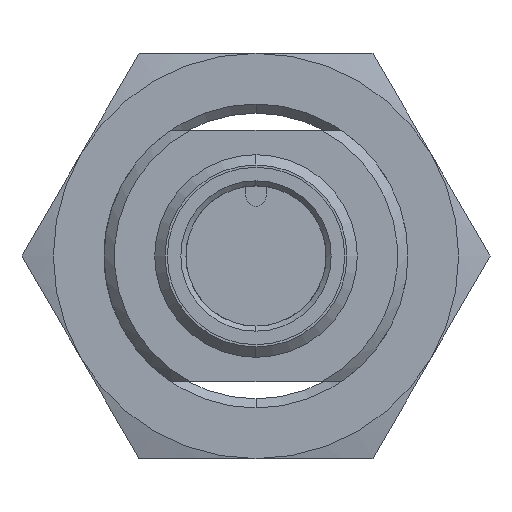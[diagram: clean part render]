
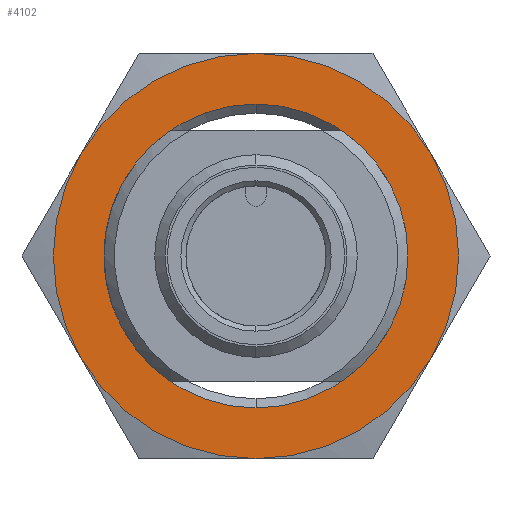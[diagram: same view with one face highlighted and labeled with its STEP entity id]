
A CAD part, left-side view. The second image highlights one B-rep face of the part: STEP entity #4102.
In plain terms, the highlighted planar face has unit normal (-1, 0, 0).
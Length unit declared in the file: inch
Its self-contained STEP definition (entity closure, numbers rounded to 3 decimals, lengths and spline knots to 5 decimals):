
#352 = EDGE_LOOP ( 'NONE', ( #3948, #1038, #5062, #4440, #4269, #3021 ) ) ;
#399 = CIRCLE ( 'NONE', #2743, 0.35433 ) ;
#459 = CIRCLE ( 'NONE', #4815, 0.47244 ) ;
#474 = EDGE_CURVE ( 'NONE', #651, #1226, #4243, .T. ) ;
#489 = EDGE_LOOP ( 'NONE', ( #2082, #539 ) ) ;
#531 = DIRECTION ( 'NONE',  ( -1., 0., 0. ) ) ;
#539 = ORIENTED_EDGE ( 'NONE', *, *, #4998, .T. ) ;
#546 = VERTEX_POINT ( 'NONE', #1278 ) ;
#599 = AXIS2_PLACEMENT_3D ( 'NONE', #1670, #3250, #3649 ) ;
#651 = VERTEX_POINT ( 'NONE', #689 ) ;
#689 = CARTESIAN_POINT ( 'NONE',  ( 1.1811, 0., 0.47244 ) ) ;
#725 = DIRECTION ( 'NONE',  ( 0., 0., -1. ) ) ;
#729 = CARTESIAN_POINT ( 'NONE',  ( 1.1811, 0., 0.35433 ) ) ;
#796 = CARTESIAN_POINT ( 'NONE',  ( 1.1811, 0., 0. ) ) ;
#831 = CARTESIAN_POINT ( 'NONE',  ( 1.1811, 0., 0. ) ) ;
#936 = CARTESIAN_POINT ( 'NONE',  ( 1.1811, -0.40915, -0.23622 ) ) ;
#1038 = ORIENTED_EDGE ( 'NONE', *, *, #474, .T. ) ;
#1196 = DIRECTION ( 'NONE',  ( 0., 0., -1. ) ) ;
#1226 = VERTEX_POINT ( 'NONE', #3993 ) ;
#1262 = CIRCLE ( 'NONE', #3096, 0.47244 ) ;
#1278 = CARTESIAN_POINT ( 'NONE',  ( 1.1811, 0.40915, -0.23622 ) ) ;
#1325 = CIRCLE ( 'NONE', #3743, 0.47244 ) ;
#1467 = FACE_OUTER_BOUND ( 'NONE', #352, .T. ) ;
#1608 = CARTESIAN_POINT ( 'NONE',  ( 1.1811, 0., 0. ) ) ;
#1670 = CARTESIAN_POINT ( 'NONE',  ( 1.1811, 0.23622, 0. ) ) ;
#1695 = DIRECTION ( 'NONE',  ( 0., 0., -1. ) ) ;
#1763 = DIRECTION ( 'NONE',  ( -1., 0., 0. ) ) ;
#1879 = DIRECTION ( 'NONE',  ( 1., 0., 0. ) ) ;
#1887 = EDGE_CURVE ( 'NONE', #4489, #4237, #399, .T. ) ;
#1903 = DIRECTION ( 'NONE',  ( 0., 0., 1. ) ) ;
#1917 = EDGE_CURVE ( 'NONE', #1226, #546, #1325, .T. ) ;
#2001 = EDGE_CURVE ( 'NONE', #2959, #2945, #3625, .T. ) ;
#2082 = ORIENTED_EDGE ( 'NONE', *, *, #1887, .T. ) ;
#2084 = CARTESIAN_POINT ( 'NONE',  ( 1.1811, 0., 0. ) ) ;
#2123 = CARTESIAN_POINT ( 'NONE',  ( 1.1811, 0., -0.47244 ) ) ;
#2416 = CARTESIAN_POINT ( 'NONE',  ( 1.1811, 0., 0. ) ) ;
#2581 = DIRECTION ( 'NONE',  ( -1., 0., 0. ) ) ;
#2666 = AXIS2_PLACEMENT_3D ( 'NONE', #4635, #1879, #1903 ) ;
#2711 = CARTESIAN_POINT ( 'NONE',  ( 1.1811, 0., 0. ) ) ;
#2743 = AXIS2_PLACEMENT_3D ( 'NONE', #2416, #4731, #3999 ) ;
#2774 = PLANE ( 'NONE',  #599 ) ;
#2803 = EDGE_CURVE ( 'NONE', #2945, #4072, #3418, .T. ) ;
#2807 = DIRECTION ( 'NONE',  ( -1., 0., 0. ) ) ;
#2820 = CIRCLE ( 'NONE', #2666, 0.35433 ) ;
#2896 = CARTESIAN_POINT ( 'NONE',  ( 1.1811, 0., -0.35433 ) ) ;
#2945 = VERTEX_POINT ( 'NONE', #936 ) ;
#2959 = VERTEX_POINT ( 'NONE', #2123 ) ;
#3021 = ORIENTED_EDGE ( 'NONE', *, *, #2803, .T. ) ;
#3081 = FACE_BOUND ( 'NONE', #489, .T. ) ;
#3096 = AXIS2_PLACEMENT_3D ( 'NONE', #2711, #4652, #725 ) ;
#3122 = DIRECTION ( 'NONE',  ( 0., 0., -1. ) ) ;
#3162 = CARTESIAN_POINT ( 'NONE',  ( 1.1811, -0.40915, 0.23622 ) ) ;
#3230 = DIRECTION ( 'NONE',  ( 0., 0., -1. ) ) ;
#3250 = DIRECTION ( 'NONE',  ( -1., 0., 0. ) ) ;
#3309 = CARTESIAN_POINT ( 'NONE',  ( 1.1811, 0., 0. ) ) ;
#3418 = CIRCLE ( 'NONE', #3487, 0.47244 ) ;
#3487 = AXIS2_PLACEMENT_3D ( 'NONE', #831, #2581, #3122 ) ;
#3567 = DIRECTION ( 'NONE',  ( -1., 0., 0. ) ) ;
#3625 = CIRCLE ( 'NONE', #4110, 0.47244 ) ;
#3649 = DIRECTION ( 'NONE',  ( 0., 0., 1. ) ) ;
#3743 = AXIS2_PLACEMENT_3D ( 'NONE', #1608, #2807, #4020 ) ;
#3948 = ORIENTED_EDGE ( 'NONE', *, *, #5016, .T. ) ;
#3993 = CARTESIAN_POINT ( 'NONE',  ( 1.1811, 0.40915, 0.23622 ) ) ;
#3999 = DIRECTION ( 'NONE',  ( 0., 0., 1. ) ) ;
#4020 = DIRECTION ( 'NONE',  ( 0., 0., -1. ) ) ;
#4072 = VERTEX_POINT ( 'NONE', #3162 ) ;
#4102 = ADVANCED_FACE ( 'NONE', ( #1467, #3081 ), #2774, .T. ) ;
#4110 = AXIS2_PLACEMENT_3D ( 'NONE', #2084, #531, #3230 ) ;
#4168 = AXIS2_PLACEMENT_3D ( 'NONE', #796, #3567, #1196 ) ;
#4237 = VERTEX_POINT ( 'NONE', #2896 ) ;
#4243 = CIRCLE ( 'NONE', #4168, 0.47244 ) ;
#4269 = ORIENTED_EDGE ( 'NONE', *, *, #2001, .T. ) ;
#4440 = ORIENTED_EDGE ( 'NONE', *, *, #4714, .T. ) ;
#4489 = VERTEX_POINT ( 'NONE', #729 ) ;
#4635 = CARTESIAN_POINT ( 'NONE',  ( 1.1811, 0., 0. ) ) ;
#4652 = DIRECTION ( 'NONE',  ( -1., 0., 0. ) ) ;
#4714 = EDGE_CURVE ( 'NONE', #546, #2959, #459, .T. ) ;
#4731 = DIRECTION ( 'NONE',  ( 1., 0., 0. ) ) ;
#4815 = AXIS2_PLACEMENT_3D ( 'NONE', #3309, #1763, #1695 ) ;
#4998 = EDGE_CURVE ( 'NONE', #4237, #4489, #2820, .T. ) ;
#5016 = EDGE_CURVE ( 'NONE', #4072, #651, #1262, .T. ) ;
#5062 = ORIENTED_EDGE ( 'NONE', *, *, #1917, .T. ) ;
